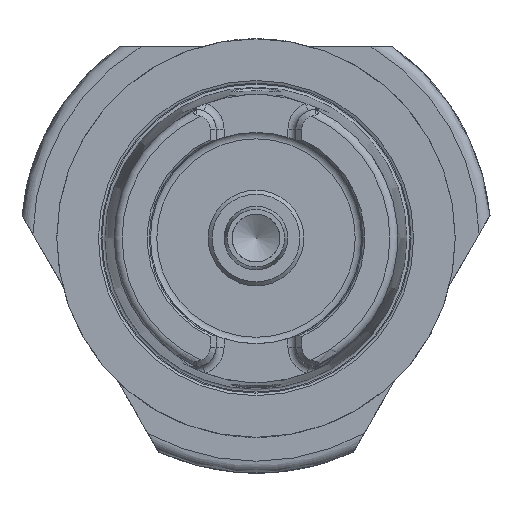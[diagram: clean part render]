
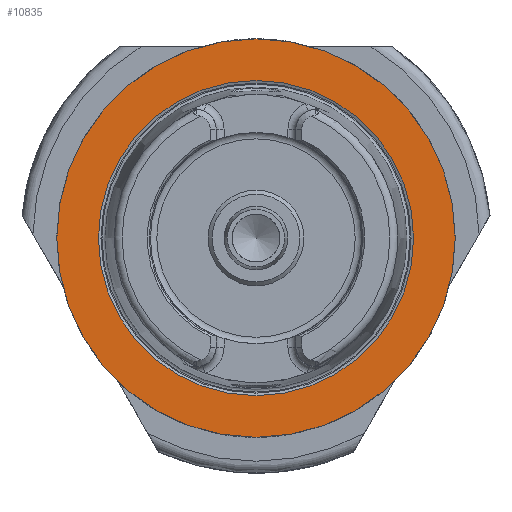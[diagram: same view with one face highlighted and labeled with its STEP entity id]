
A CAD part, left-side view. The second image highlights one B-rep face of the part: STEP entity #10835.
In plain terms, the highlighted planar face has unit normal (-1, 0, 0).
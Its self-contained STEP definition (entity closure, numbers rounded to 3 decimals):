
#7182=CARTESIAN_POINT('',(0.,50.0,0.0));
#7183=VERTEX_POINT('',#7182);
#7184=CARTESIAN_POINT('',(0.,0.,0.0));
#7185=DIRECTION('',(1.0,0.0,0.0));
#7186=DIRECTION('',(0.0,1.0,0.0));
#7187=AXIS2_PLACEMENT_3D('',#7184,#7185,#7186);
#7188=CIRCLE('',#7187,50.0);
#7189=EDGE_CURVE('',#7183,#7183,#7188,.T.);
#10809=CARTESIAN_POINT('',(0.,39.55,0.0));
#10810=VERTEX_POINT('',#10809);
#10811=CARTESIAN_POINT('',(0.,0.,0.0));
#10812=DIRECTION('',(1.0,0.0,0.0));
#10813=DIRECTION('',(0.0,1.0,0.0));
#10814=AXIS2_PLACEMENT_3D('',#10811,#10812,#10813);
#10815=CIRCLE('',#10814,39.55);
#10816=EDGE_CURVE('',#10810,#10810,#10815,.T.);
#10824=CARTESIAN_POINT('',(0.,44.775,0.0));
#10825=DIRECTION('',(-1.0,0.0,0.0));
#10826=DIRECTION('',(0.0,0.0,1.0));
#10827=AXIS2_PLACEMENT_3D('',#10824,#10825,#10826);
#10828=PLANE('',#10827);
#10829=ORIENTED_EDGE('',*,*,#7189,.F.);
#10830=EDGE_LOOP('',(#10829));
#10831=FACE_OUTER_BOUND('',#10830,.T.);
#10832=ORIENTED_EDGE('',*,*,#10816,.T.);
#10833=EDGE_LOOP('',(#10832));
#10834=FACE_BOUND('',#10833,.T.);
#10835=ADVANCED_FACE('',(#10831,#10834),#10828,.T.);
